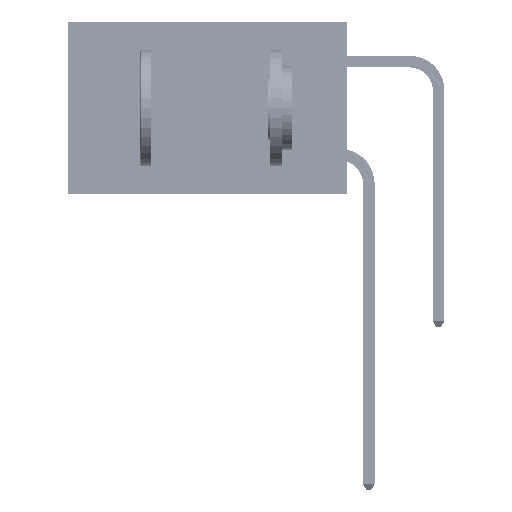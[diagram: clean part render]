
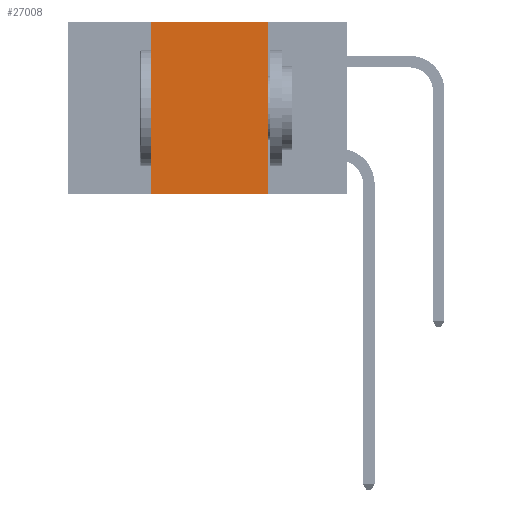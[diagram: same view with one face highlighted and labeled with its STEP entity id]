
A CAD part, left-side view. The second image highlights one B-rep face of the part: STEP entity #27008.
In plain terms, the highlighted planar face has unit normal (-1, 0, 0).
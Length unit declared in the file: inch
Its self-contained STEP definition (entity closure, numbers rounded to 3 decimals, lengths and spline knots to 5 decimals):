
#157 = VECTOR ( 'NONE', #36353, 39.37008 ) ;
#378 = VERTEX_POINT ( 'NONE', #16996 ) ;
#2106 = VECTOR ( 'NONE', #25888, 39.37008 ) ;
#2845 = ORIENTED_EDGE ( 'NONE', *, *, #12366, .F. ) ;
#5429 = EDGE_CURVE ( 'NONE', #12679, #378, #12666, .T. ) ;
#5553 = CARTESIAN_POINT ( 'NONE',  ( 0., 0.42, 0. ) ) ;
#6966 = VECTOR ( 'NONE', #33472, 39.37008 ) ;
#7116 = CARTESIAN_POINT ( 'NONE',  ( 0., 0.42, -0.37 ) ) ;
#8854 = LINE ( 'NONE', #5553, #6966 ) ;
#10227 = FACE_OUTER_BOUND ( 'NONE', #38106, .T. ) ;
#10730 = VERTEX_POINT ( 'NONE', #28264 ) ;
#11182 = EDGE_CURVE ( 'NONE', #18256, #378, #41403, .T. ) ;
#12366 = EDGE_CURVE ( 'NONE', #12679, #10730, #8854, .T. ) ;
#12666 = LINE ( 'NONE', #15947, #157 ) ;
#12679 = VERTEX_POINT ( 'NONE', #7116 ) ;
#15947 = CARTESIAN_POINT ( 'NONE',  ( 0., 0.6, -0.37 ) ) ;
#16996 = CARTESIAN_POINT ( 'NONE',  ( 0., 0.17, -0.37 ) ) ;
#17690 = ORIENTED_EDGE ( 'NONE', *, *, #37654, .F. ) ;
#18256 = VERTEX_POINT ( 'NONE', #40813 ) ;
#20072 = LINE ( 'NONE', #47874, #22598 ) ;
#22598 = VECTOR ( 'NONE', #48212, 39.37008 ) ;
#25888 = DIRECTION ( 'NONE',  ( 0., 0., -1. ) ) ;
#27008 = ADVANCED_FACE ( 'NONE', ( #10227 ), #36733, .F. ) ;
#28264 = CARTESIAN_POINT ( 'NONE',  ( 0., 0.42, 0. ) ) ;
#29206 = DIRECTION ( 'NONE',  ( 0., 0., -1. ) ) ;
#29382 = DIRECTION ( 'NONE',  ( 1., 0., 0. ) ) ;
#29902 = CARTESIAN_POINT ( 'NONE',  ( 0., 0.17, 0. ) ) ;
#31852 = AXIS2_PLACEMENT_3D ( 'NONE', #36891, #29382, #29206 ) ;
#33472 = DIRECTION ( 'NONE',  ( 0., 0., 1. ) ) ;
#34640 = ORIENTED_EDGE ( 'NONE', *, *, #5429, .T. ) ;
#36353 = DIRECTION ( 'NONE',  ( 0., -1., 0. ) ) ;
#36733 = PLANE ( 'NONE',  #31852 ) ;
#36891 = CARTESIAN_POINT ( 'NONE',  ( 0., 0.6, 0. ) ) ;
#37654 = EDGE_CURVE ( 'NONE', #10730, #18256, #20072, .T. ) ;
#38106 = EDGE_LOOP ( 'NONE', ( #48082, #17690, #2845, #34640 ) ) ;
#40813 = CARTESIAN_POINT ( 'NONE',  ( 0., 0.17, 0. ) ) ;
#41403 = LINE ( 'NONE', #29902, #2106 ) ;
#47874 = CARTESIAN_POINT ( 'NONE',  ( 0., 0.6, 0. ) ) ;
#48082 = ORIENTED_EDGE ( 'NONE', *, *, #11182, .F. ) ;
#48212 = DIRECTION ( 'NONE',  ( 0., -1., 0. ) ) ;
